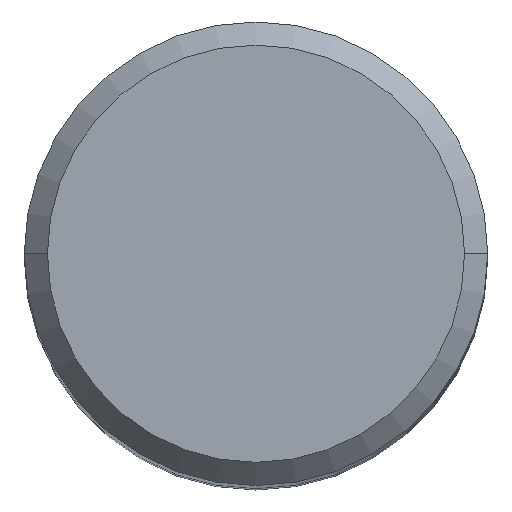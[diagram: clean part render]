
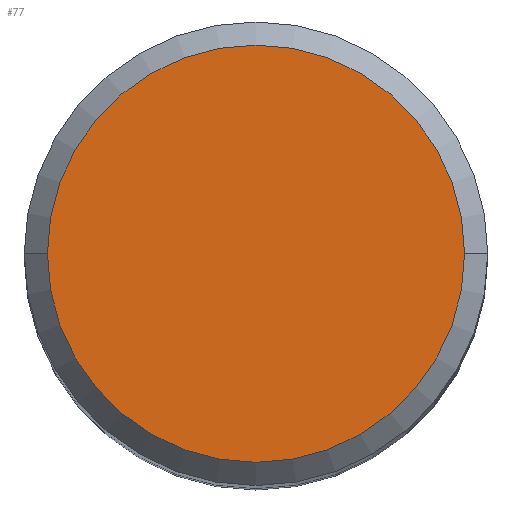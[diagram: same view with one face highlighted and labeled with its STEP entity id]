
A CAD part, top view. The second image highlights one B-rep face of the part: STEP entity #77.
In plain terms, the highlighted planar face has unit normal (0, 0, 1).
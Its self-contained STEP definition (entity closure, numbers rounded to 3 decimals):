
#77=ADVANCED_FACE('',(#99),#100,.T.);
#99=FACE_OUTER_BOUND('',#130,.T.);
#100=PLANE('',#131);
#130=EDGE_LOOP('',(#181,#182));
#131=AXIS2_PLACEMENT_3D('',#183,#184,#185);
#181=ORIENTED_EDGE('',*,*,#248,.F.);
#182=ORIENTED_EDGE('',*,*,#249,.F.);
#183=CARTESIAN_POINT('',(0.0,0.0,0.0));
#184=DIRECTION('',(0.0,0.0,1.0));
#185=DIRECTION('',(-1.0,0.0,0.0));
#248=EDGE_CURVE('',#276,#274,#278,.T.);
#249=EDGE_CURVE('',#274,#276,#279,.T.);
#274=VERTEX_POINT('',#312);
#276=VERTEX_POINT('',#315);
#278=CIRCLE('',#318,7.2);
#279=CIRCLE('',#319,7.2);
#312=CARTESIAN_POINT('',(-7.2,0.,0.0));
#315=CARTESIAN_POINT('',(7.2,0.,0.0));
#318=AXIS2_PLACEMENT_3D('',#356,#357,#358);
#319=AXIS2_PLACEMENT_3D('',#359,#360,#361);
#356=CARTESIAN_POINT('',(0.0,0.0,0.0));
#357=DIRECTION('',(0.0,0.0,-1.0));
#358=DIRECTION('',(-1.0,0.0,0.0));
#359=CARTESIAN_POINT('',(0.0,0.0,0.0));
#360=DIRECTION('',(0.0,0.0,-1.0));
#361=DIRECTION('',(-1.0,0.0,0.0));
